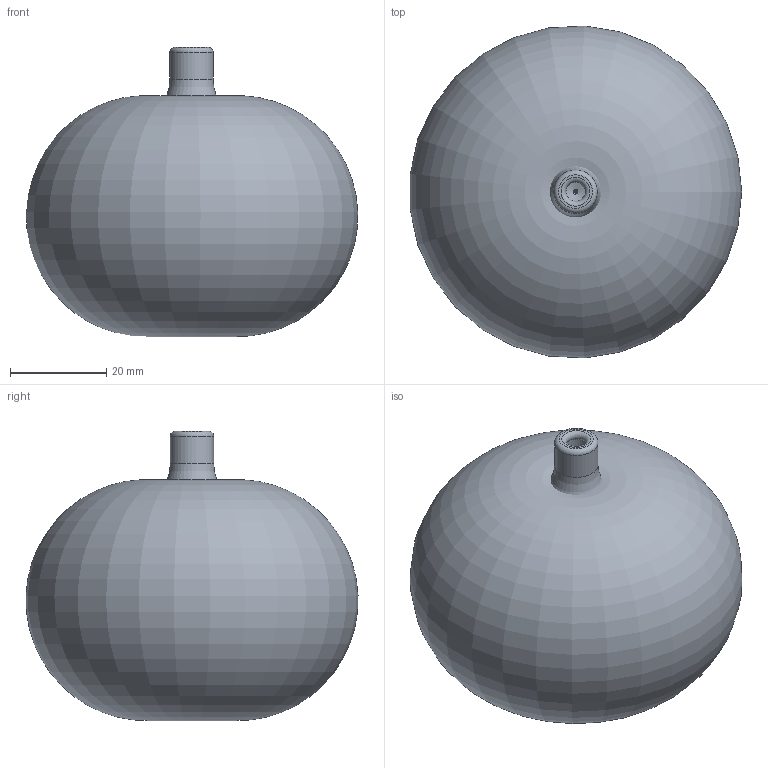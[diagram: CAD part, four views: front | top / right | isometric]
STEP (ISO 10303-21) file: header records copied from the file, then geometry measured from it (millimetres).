
FILE_DESCRIPTION(('Bauteilbeschreibung','HiCAD-Model','HiCAD-STEP-TRANSLATION','Bauteilbeschreibung'),'2;1');
FILE_NAME('400K.STP','2011-09-08T15:02:46+00:00',('Konstrukteur'),('Konstrukteur Firma GmbH'),'HiCAD3 V1210 STEP 1.6.2005','HiCAD3 V1210','confidential');
FILE_SCHEMA(('AUTOMOTIVE_DESIGN { 1 2 10303 214 0 1 1 1 }'));
Length unit declared in the file: millimetre
Products named in the file (2): A00K; TYP_400_K
Assembly tree (1 placements, depth 2):
  A00K
    TYP_400_K
Bounding box: 68.76 x 68.87 x 59.99 mm (x, y, z)
Volume: 19920.8 mm3; surface area: 35698.1 mm2
Topology: 1 solids, 1 shells, 17 faces, 31 edges, 17 vertices
Faces by surface type: torus 8, cylinder 4, plane 3, cone 2
Full cylindrical faces by diameter (mm): 6 x1, 9 x1, 28 x1, 31 x1
Entity records: 616 total; most frequent: DIRECTION 72, CARTESIAN_POINT 53, AXIS2_PLACEMENT_3D 36, COLOUR_RGB 35, PRESENTATION_STYLE_ASSIGNMENT 35, EDGE_LOOP 34, ORIENTED_EDGE 34, OVER_RIDING_STYLED_ITEM 34
